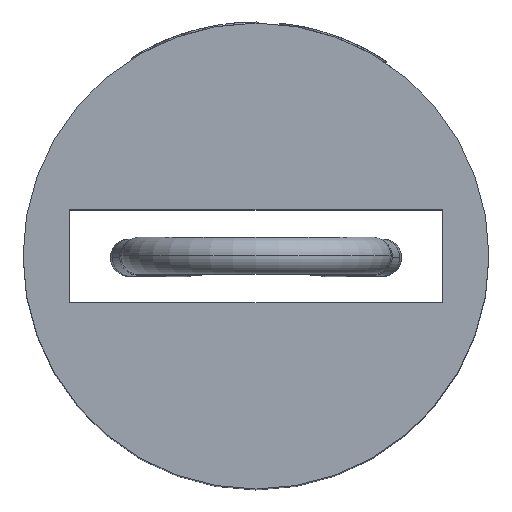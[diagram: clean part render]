
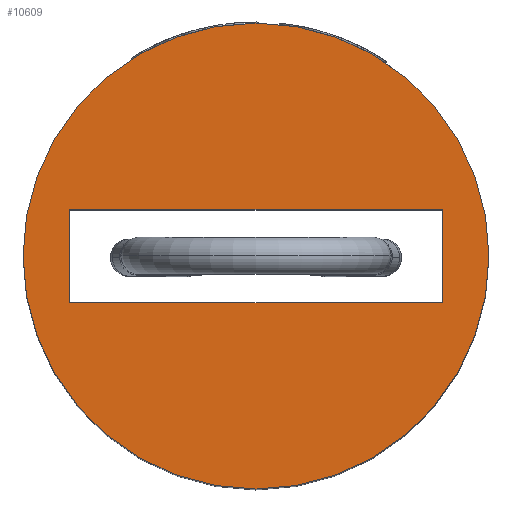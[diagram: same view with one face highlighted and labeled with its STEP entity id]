
A CAD part, top view. The second image highlights one B-rep face of the part: STEP entity #10609.
In plain terms, the highlighted planar face has unit normal (0, 0, 1).
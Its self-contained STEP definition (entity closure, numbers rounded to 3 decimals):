
#86 = CARTESIAN_POINT ( 'NONE',  ( 1., 0.25, 3. ) ) ;
#187 = VECTOR ( 'NONE', #4891, 1000. ) ;
#1117 = DIRECTION ( 'NONE',  ( -1., 0., 0. ) ) ;
#1481 = CARTESIAN_POINT ( 'NONE',  ( -1., -0.25, 3. ) ) ;
#1496 = DIRECTION ( 'NONE',  ( 1., 0., 0. ) ) ;
#1676 = CARTESIAN_POINT ( 'NONE',  ( 0., 0., 3. ) ) ;
#2138 = AXIS2_PLACEMENT_3D ( 'NONE', #12370, #7441, #1496 ) ;
#2235 = DIRECTION ( 'NONE',  ( 0., 1., 0. ) ) ;
#2314 = ORIENTED_EDGE ( 'NONE', *, *, #8475, .F. ) ;
#2481 = EDGE_CURVE ( 'NONE', #12741, #7318, #3238, .T. ) ;
#2634 = CARTESIAN_POINT ( 'NONE',  ( 1.25, 0., 3. ) ) ;
#2762 = CARTESIAN_POINT ( 'NONE',  ( 1., 0.25, 3. ) ) ;
#2920 = LINE ( 'NONE', #4813, #187 ) ;
#3187 = ORIENTED_EDGE ( 'NONE', *, *, #2481, .T. ) ;
#3238 = CIRCLE ( 'NONE', #11378, 1.25 ) ;
#3501 = CIRCLE ( 'NONE', #4759, 1.25 ) ;
#3652 = EDGE_LOOP ( 'NONE', ( #2314, #3904, #5387, #5785 ) ) ;
#3904 = ORIENTED_EDGE ( 'NONE', *, *, #4493, .F. ) ;
#4468 = DIRECTION ( 'NONE',  ( 1., 0., 0. ) ) ;
#4493 = EDGE_CURVE ( 'NONE', #8929, #7052, #5151, .T. ) ;
#4532 = DIRECTION ( 'NONE',  ( 0., 0., 1. ) ) ;
#4539 = DIRECTION ( 'NONE',  ( 1., 0., 0. ) ) ;
#4759 = AXIS2_PLACEMENT_3D ( 'NONE', #1676, #4532, #4468 ) ;
#4813 = CARTESIAN_POINT ( 'NONE',  ( -1., 0.25, 3. ) ) ;
#4891 = DIRECTION ( 'NONE',  ( 0., -1., 0. ) ) ;
#4989 = CARTESIAN_POINT ( 'NONE',  ( -1.25, 0., 3. ) ) ;
#5039 = VERTEX_POINT ( 'NONE', #8098 ) ;
#5115 = VECTOR ( 'NONE', #4539, 1000. ) ;
#5151 = LINE ( 'NONE', #1481, #5115 ) ;
#5387 = ORIENTED_EDGE ( 'NONE', *, *, #6176, .F. ) ;
#5421 = FACE_OUTER_BOUND ( 'NONE', #7816, .T. ) ;
#5431 = DIRECTION ( 'NONE',  ( 1., 0., 0. ) ) ;
#5785 = ORIENTED_EDGE ( 'NONE', *, *, #11285, .F. ) ;
#6176 = EDGE_CURVE ( 'NONE', #5039, #8929, #2920, .T. ) ;
#6405 = EDGE_CURVE ( 'NONE', #7318, #12741, #3501, .T. ) ;
#7052 = VERTEX_POINT ( 'NONE', #10153 ) ;
#7149 = LINE ( 'NONE', #86, #9833 ) ;
#7193 = CARTESIAN_POINT ( 'NONE',  ( -1., 0.25, 3. ) ) ;
#7318 = VERTEX_POINT ( 'NONE', #2634 ) ;
#7441 = DIRECTION ( 'NONE',  ( 0., 0., 1. ) ) ;
#7500 = FACE_BOUND ( 'NONE', #3652, .T. ) ;
#7816 = EDGE_LOOP ( 'NONE', ( #3187, #10283 ) ) ;
#7897 = CARTESIAN_POINT ( 'NONE',  ( -1., -0.25, 3. ) ) ;
#8098 = CARTESIAN_POINT ( 'NONE',  ( -1., 0.25, 3. ) ) ;
#8475 = EDGE_CURVE ( 'NONE', #7052, #8891, #7149, .T. ) ;
#8891 = VERTEX_POINT ( 'NONE', #2762 ) ;
#8929 = VERTEX_POINT ( 'NONE', #7897 ) ;
#9415 = VECTOR ( 'NONE', #1117, 1000. ) ;
#9833 = VECTOR ( 'NONE', #2235, 1000. ) ;
#10153 = CARTESIAN_POINT ( 'NONE',  ( 1., -0.25, 3. ) ) ;
#10283 = ORIENTED_EDGE ( 'NONE', *, *, #6405, .T. ) ;
#10507 = DIRECTION ( 'NONE',  ( 0., 0., 1. ) ) ;
#10609 = ADVANCED_FACE ( 'NONE', ( #7500, #5421 ), #11471, .T. ) ;
#11285 = EDGE_CURVE ( 'NONE', #8891, #5039, #12171, .T. ) ;
#11378 = AXIS2_PLACEMENT_3D ( 'NONE', #11417, #10507, #5431 ) ;
#11417 = CARTESIAN_POINT ( 'NONE',  ( 0., 0., 3. ) ) ;
#11471 = PLANE ( 'NONE',  #2138 ) ;
#12171 = LINE ( 'NONE', #7193, #9415 ) ;
#12370 = CARTESIAN_POINT ( 'NONE',  ( 0., 0., 3. ) ) ;
#12741 = VERTEX_POINT ( 'NONE', #4989 ) ;
